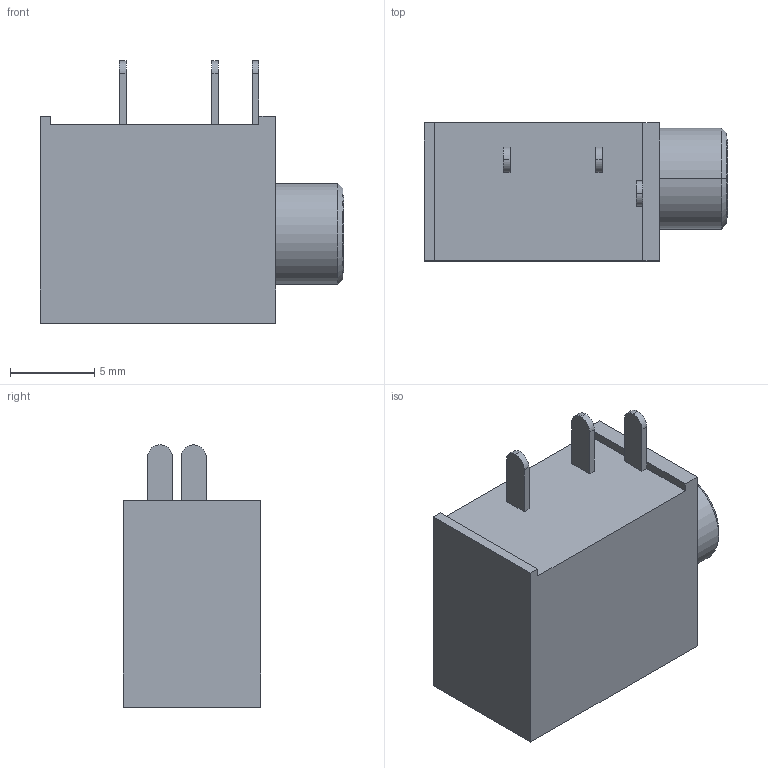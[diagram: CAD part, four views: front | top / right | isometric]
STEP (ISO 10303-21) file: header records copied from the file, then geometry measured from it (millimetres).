
FILE_DESCRIPTION (( 'STEP AP203' ), '1' );
FILE_NAME ('CUI_DEVICES_SJ1-3533NG.step', '2019-10-20T22:36:31', ( '' ), ( '' ), 'SwSTEP 2.0', 'SolidWorks 2019', '' );
FILE_SCHEMA (( 'CONFIG_CONTROL_DESIGN' ));
Length unit declared in the file: inch
Products named in the file (1): CUI_DEVICES_SJ1-3533NG
Bounding box: 18.05 x 8.2 x 15.6 mm (x, y, z)
Volume: 1440.1 mm3; surface area: 929.4 mm2
Topology: 1 solids, 1 shells, 40 faces, 95 edges, 62 vertices
Faces by surface type: plane 26, cylinder 12, cone 2
Entity records: 1232 total; most frequent: DIRECTION 203, CARTESIAN_POINT 198, ORIENTED_EDGE 190, EDGE_CURVE 95, VECTOR 69, LINE 69, AXIS2_PLACEMENT_3D 67, VERTEX_POINT 62
